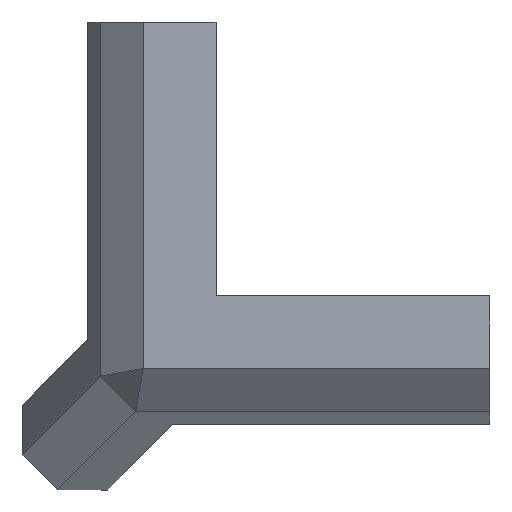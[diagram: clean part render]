
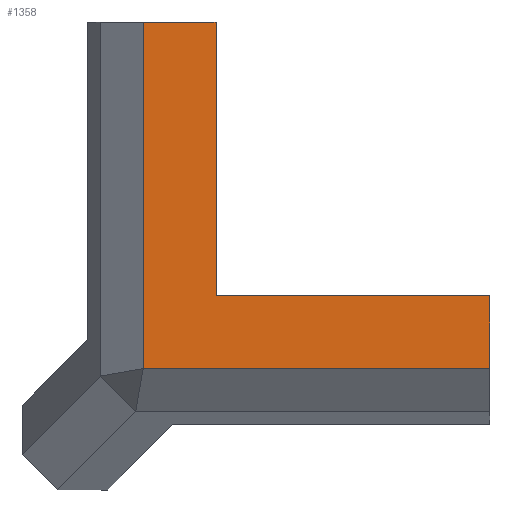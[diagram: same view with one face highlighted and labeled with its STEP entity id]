
A CAD part, top view. The second image highlights one B-rep face of the part: STEP entity #1358.
In plain terms, the highlighted planar face has unit normal (0, 0, 1).
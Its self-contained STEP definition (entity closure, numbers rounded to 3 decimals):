
#53 = DIRECTION ( 'NONE',  ( -1., 0., 0. ) ) ;
#103 = VECTOR ( 'NONE', #2193, 1000. ) ;
#139 = ORIENTED_EDGE ( 'NONE', *, *, #1256, .T. ) ;
#186 = CARTESIAN_POINT ( 'NONE',  ( -201.847, -197.847, 260. ) ) ;
#276 = CARTESIAN_POINT ( 'NONE',  ( -201.847, -118.347, 260. ) ) ;
#278 = LINE ( 'NONE', #971, #1503 ) ;
#307 = CARTESIAN_POINT ( 'NONE',  ( 0., -219., 260. ) ) ;
#341 = VECTOR ( 'NONE', #2303, 1000. ) ;
#420 = DIRECTION ( 'NONE',  ( 0., 0., -1. ) ) ;
#447 = ORIENTED_EDGE ( 'NONE', *, *, #1071, .T. ) ;
#464 = LINE ( 'NONE', #276, #2100 ) ;
#529 = ORIENTED_EDGE ( 'NONE', *, *, #911, .F. ) ;
#570 = CARTESIAN_POINT ( 'NONE',  ( -223., 0., 260. ) ) ;
#592 = DIRECTION ( 'NONE',  ( 0., -1., 0. ) ) ;
#593 = PLANE ( 'NONE',  #1510 ) ;
#660 = CARTESIAN_POINT ( 'NONE',  ( -201.847, -118.347, 260. ) ) ;
#674 = CARTESIAN_POINT ( 'NONE',  ( -122.347, -197.847, 260. ) ) ;
#695 = EDGE_CURVE ( 'NONE', #1470, #898, #1166, .T. ) ;
#702 = EDGE_LOOP ( 'NONE', ( #447, #139, #746, #803, #1990, #529 ) ) ;
#746 = ORIENTED_EDGE ( 'NONE', *, *, #695, .F. ) ;
#766 = EDGE_CURVE ( 'NONE', #2000, #1470, #278, .T. ) ;
#803 = ORIENTED_EDGE ( 'NONE', *, *, #766, .F. ) ;
#814 = DIRECTION ( 'NONE',  ( 1., 0., 0. ) ) ;
#850 = LINE ( 'NONE', #1567, #1916 ) ;
#898 = VERTEX_POINT ( 'NONE', #1050 ) ;
#911 = EDGE_CURVE ( 'NONE', #1094, #2324, #850, .T. ) ;
#971 = CARTESIAN_POINT ( 'NONE',  ( -212.347, -197.847, 260. ) ) ;
#1034 = LINE ( 'NONE', #307, #341 ) ;
#1050 = CARTESIAN_POINT ( 'NONE',  ( -122.347, -219., 260. ) ) ;
#1071 = EDGE_CURVE ( 'NONE', #1094, #1224, #2168, .T. ) ;
#1094 = VERTEX_POINT ( 'NONE', #1870 ) ;
#1166 = LINE ( 'NONE', #2047, #103 ) ;
#1224 = VERTEX_POINT ( 'NONE', #2292 ) ;
#1256 = EDGE_CURVE ( 'NONE', #1224, #898, #1034, .T. ) ;
#1286 = CARTESIAN_POINT ( 'NONE',  ( 0., 0., 260. ) ) ;
#1358 = ADVANCED_FACE ( 'NONE', ( #2045 ), #593, .F. ) ;
#1470 = VERTEX_POINT ( 'NONE', #674 ) ;
#1503 = VECTOR ( 'NONE', #814, 1000. ) ;
#1510 = AXIS2_PLACEMENT_3D ( 'NONE', #1286, #420, #53 ) ;
#1521 = EDGE_CURVE ( 'NONE', #2324, #2000, #464, .T. ) ;
#1567 = CARTESIAN_POINT ( 'NONE',  ( 0., -118.347, 260. ) ) ;
#1621 = VECTOR ( 'NONE', #592, 1000. ) ;
#1772 = DIRECTION ( 'NONE',  ( 1., 0., 0. ) ) ;
#1870 = CARTESIAN_POINT ( 'NONE',  ( -223., -118.347, 260. ) ) ;
#1893 = DIRECTION ( 'NONE',  ( 0., -1., 0. ) ) ;
#1916 = VECTOR ( 'NONE', #1772, 1000. ) ;
#1990 = ORIENTED_EDGE ( 'NONE', *, *, #1521, .F. ) ;
#2000 = VERTEX_POINT ( 'NONE', #186 ) ;
#2045 = FACE_OUTER_BOUND ( 'NONE', #702, .T. ) ;
#2047 = CARTESIAN_POINT ( 'NONE',  ( -122.347, 0., 260. ) ) ;
#2100 = VECTOR ( 'NONE', #1893, 1000. ) ;
#2168 = LINE ( 'NONE', #570, #1621 ) ;
#2193 = DIRECTION ( 'NONE',  ( 0., -1., 0. ) ) ;
#2292 = CARTESIAN_POINT ( 'NONE',  ( -223., -219., 260. ) ) ;
#2303 = DIRECTION ( 'NONE',  ( 1., 0., 0. ) ) ;
#2324 = VERTEX_POINT ( 'NONE', #660 ) ;
